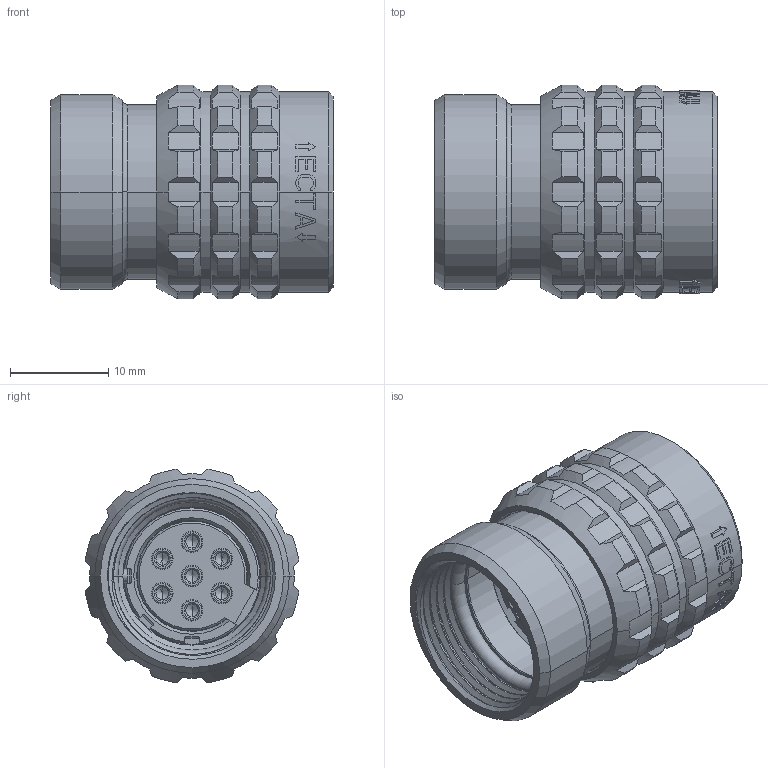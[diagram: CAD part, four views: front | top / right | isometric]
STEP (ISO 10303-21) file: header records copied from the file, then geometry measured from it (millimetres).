
FILE_DESCRIPTION((''),'2;1');
FILE_NAME('1332M107FZ_ASM','2012-04-12T',('fabiensiebert'),('net'),'PRO/ENGINEER BY PARAMETRIC TECHNOLOGY CORPORATION, 2012010','PRO/ENGINEER BY PARAMETRIC TECHNOLOGY CORPORATION, 2012010','');
FILE_SCHEMA(('AUTOMOTIVE_DESIGN_CC2 { 1 2 10303 214 -1 1 5 2 }'));
Length unit declared in the file: millimetre
Products named in the file (13): 501859_001_XX; 501860_001_XX; 501864_001_XX_AF0; 501863_001_XX_AF0; 501897_001_XX; 501943_001_XX_AF0; 501663_001_XX; 1330M100_ASM; 506595_001_XX; 501975_001_XX; 506596_001_XX; 1332107FZ_ASM; 1332M107FZ_ASM
Assembly tree (21 placements, depth 3):
  1332M107FZ_ASM
    1330M100_ASM
      501859_001_XX
      501860_001_XX
      501864_001_XX_AF0
      501863_001_XX_AF0
      501897_001_XX
      501943_001_XX_AF0
      501663_001_XX  x4
    1332107FZ_ASM
      506595_001_XX
      501975_001_XX  x7
      506596_001_XX
Bounding box: 28.8 x 21.79 x 21.79 mm (x, y, z)
Volume: 5501.8 mm3; surface area: 10385.3 mm2
Topology: 19 solids, 19 shells, 1099 faces, 2823 edges, 1780 vertices
Faces by surface type: plane 466, cylinder 332, cone 148, torus 139, sphere 8, bspline 6
Entity records: 33643 total; most frequent: CARTESIAN_POINT 7753, DIRECTION 4125, ORIENTED_EDGE 4106, EDGE_CURVE 2053, PRESENTATION_STYLE_ASSIGNMENT 2001, STYLED_ITEM 1989, CURVE_STYLE 1983, AXIS2_PLACEMENT_3D 1665
